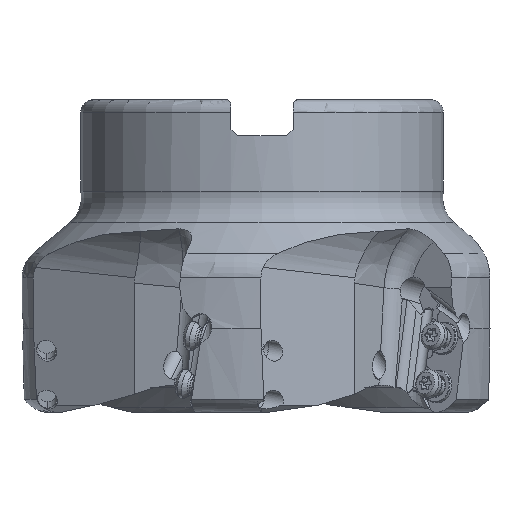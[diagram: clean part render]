
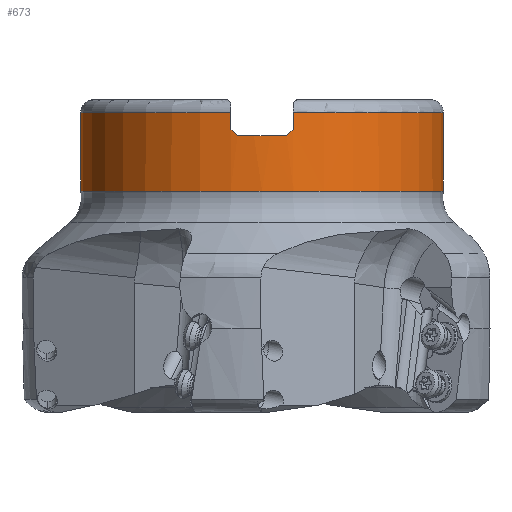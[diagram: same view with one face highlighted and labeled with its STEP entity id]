
A CAD part, front view. The second image highlights one B-rep face of the part: STEP entity #673.
In plain terms, the highlighted cylindrical face has radius 27.815 mm (diameter 55.63 mm), a partial arc.
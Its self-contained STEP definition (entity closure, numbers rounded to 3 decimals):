
#673=ADVANCED_FACE('',(#1753),#1352,.T.);
#1352=CYLINDRICAL_SURFACE('',#14570,27.815);
#1753=FACE_OUTER_BOUND('',#2444,.T.);
#2444=EDGE_LOOP('',(#5502,#5503,#5504,#5505,#5506,#5507,#5508,#5509,#5510,
#5511,#5512));
#3197=LINE('',#22428,#3811);
#3204=LINE('',#22463,#3818);
#3205=LINE('',#22468,#3819);
#3206=LINE('',#22474,#3820);
#3811=VECTOR('',#16582,1.);
#3818=VECTOR('',#16603,1.);
#3819=VECTOR('',#16606,1.);
#3820=VECTOR('',#16611,1.);
#4531=B_SPLINE_CURVE_WITH_KNOTS('',3,(#22450,#22451,#22452,#22453),
 .UNSPECIFIED.,.F.,.F.,(4,4),(0.,1.),.UNSPECIFIED.);
#4532=B_SPLINE_CURVE_WITH_KNOTS('',3,(#22475,#22476,#22477,#22478),
 .UNSPECIFIED.,.F.,.F.,(4,4),(0.,1.),.UNSPECIFIED.);
#5502=ORIENTED_EDGE('',*,*,#11320,.T.);
#5503=ORIENTED_EDGE('',*,*,#11321,.F.);
#5504=ORIENTED_EDGE('',*,*,#11322,.T.);
#5505=ORIENTED_EDGE('',*,*,#11323,.F.);
#5506=ORIENTED_EDGE('',*,*,#11324,.F.);
#5507=ORIENTED_EDGE('',*,*,#11325,.T.);
#5508=ORIENTED_EDGE('',*,*,#11315,.T.);
#5509=ORIENTED_EDGE('',*,*,#11319,.F.);
#5510=ORIENTED_EDGE('',*,*,#11326,.F.);
#5511=ORIENTED_EDGE('',*,*,#11307,.T.);
#5512=ORIENTED_EDGE('',*,*,#11327,.F.);
#9716=VERTEX_POINT('',#22427);
#9717=VERTEX_POINT('',#22429);
#9723=VERTEX_POINT('',#22454);
#9724=VERTEX_POINT('',#22455);
#9725=VERTEX_POINT('',#22460);
#9726=VERTEX_POINT('',#22464);
#9727=VERTEX_POINT('',#22465);
#9728=VERTEX_POINT('',#22467);
#9729=VERTEX_POINT('',#22469);
#9730=VERTEX_POINT('',#22471);
#9731=VERTEX_POINT('',#22473);
#11307=EDGE_CURVE('',#9717,#9716,#3197,.T.);
#11315=EDGE_CURVE('',#9723,#9724,#4531,.T.);
#11319=EDGE_CURVE('',#9725,#9724,#13292,.T.);
#11320=EDGE_CURVE('',#9726,#9727,#3204,.T.);
#11321=EDGE_CURVE('',#9728,#9727,#13293,.T.);
#11322=EDGE_CURVE('',#9728,#9729,#3205,.T.);
#11323=EDGE_CURVE('',#9730,#9729,#13294,.T.);
#11324=EDGE_CURVE('',#9731,#9730,#13295,.T.);
#11325=EDGE_CURVE('',#9731,#9723,#3206,.T.);
#11326=EDGE_CURVE('',#9717,#9725,#4532,.T.);
#11327=EDGE_CURVE('',#9726,#9716,#13296,.T.);
#13292=CIRCLE('',#14564,27.815);
#13293=CIRCLE('',#14566,27.815);
#13294=CIRCLE('',#14567,27.815);
#13295=CIRCLE('',#14568,27.815);
#13296=CIRCLE('',#14569,27.815);
#14564=AXIS2_PLACEMENT_3D('',#22461,#16599,#16600);
#14566=AXIS2_PLACEMENT_3D('',#22466,#16604,#16605);
#14567=AXIS2_PLACEMENT_3D('',#22470,#16607,#16608);
#14568=AXIS2_PLACEMENT_3D('',#22472,#16609,#16610);
#14569=AXIS2_PLACEMENT_3D('',#22479,#16612,#16613);
#14570=AXIS2_PLACEMENT_3D('',#22480,#16614,#16615);
#16582=DIRECTION('',(0.,0.,1.));
#16599=DIRECTION('',(0.,0.,1.));
#16600=DIRECTION('',(-0.135,-0.991,0.));
#16603=DIRECTION('',(0.,0.,-1.));
#16604=DIRECTION('',(0.,0.,-1.));
#16605=DIRECTION('',(1.,0.,0.));
#16606=DIRECTION('',(0.,0.,1.));
#16607=DIRECTION('',(0.,0.,1.));
#16608=DIRECTION('',(1.,-0.001,0.));
#16609=DIRECTION('',(0.,0.,1.));
#16610=DIRECTION('',(0.171,-0.985,0.));
#16611=DIRECTION('',(0.,0.,-1.));
#16612=DIRECTION('',(0.,0.,1.));
#16613=DIRECTION('',(-1.,0.,0.));
#16614=DIRECTION('',(0.,0.,-1.));
#16615=DIRECTION('',(-1.,0.,0.));
#22427=CARTESIAN_POINT('',(-4.762,-27.404,-2.));
#22428=CARTESIAN_POINT('',(-4.763,-27.404,-4.56));
#22429=CARTESIAN_POINT('',(-4.763,-27.404,-4.56));
#22450=CARTESIAN_POINT('',(4.763,-27.404,-4.56));
#22451=CARTESIAN_POINT('',(4.43,-27.462,-4.893));
#22452=CARTESIAN_POINT('',(4.096,-27.514,-5.226));
#22453=CARTESIAN_POINT('',(3.763,-27.559,-5.56));
#22454=CARTESIAN_POINT('',(4.763,-27.404,-4.56));
#22455=CARTESIAN_POINT('',(3.763,-27.559,-5.56));
#22460=CARTESIAN_POINT('',(-3.763,-27.559,-5.56));
#22461=CARTESIAN_POINT('',(0.,0.,-5.56));
#22463=CARTESIAN_POINT('',(-27.815,0.,-2.));
#22464=CARTESIAN_POINT('',(-27.815,0.,-2.));
#22465=CARTESIAN_POINT('',(-27.815,0.,-14.));
#22466=CARTESIAN_POINT('',(0.,0.,-14.));
#22467=CARTESIAN_POINT('',(27.815,0.,-14.));
#22468=CARTESIAN_POINT('',(27.815,0.,-14.));
#22469=CARTESIAN_POINT('',(27.815,0.,-2.));
#22470=CARTESIAN_POINT('',(0.,0.,-2.));
#22471=CARTESIAN_POINT('',(27.815,-0.022,-2.));
#22472=CARTESIAN_POINT('',(0.,0.,-2.));
#22473=CARTESIAN_POINT('',(4.763,-27.404,-2.));
#22474=CARTESIAN_POINT('',(4.763,-27.404,-2.));
#22475=CARTESIAN_POINT('',(-4.763,-27.404,-4.56));
#22476=CARTESIAN_POINT('',(-4.43,-27.462,-4.893));
#22477=CARTESIAN_POINT('',(-4.096,-27.514,-5.226));
#22478=CARTESIAN_POINT('',(-3.763,-27.559,-5.56));
#22479=CARTESIAN_POINT('',(0.,0.,-2.));
#22480=CARTESIAN_POINT('',(0.,0.,-1.76));
